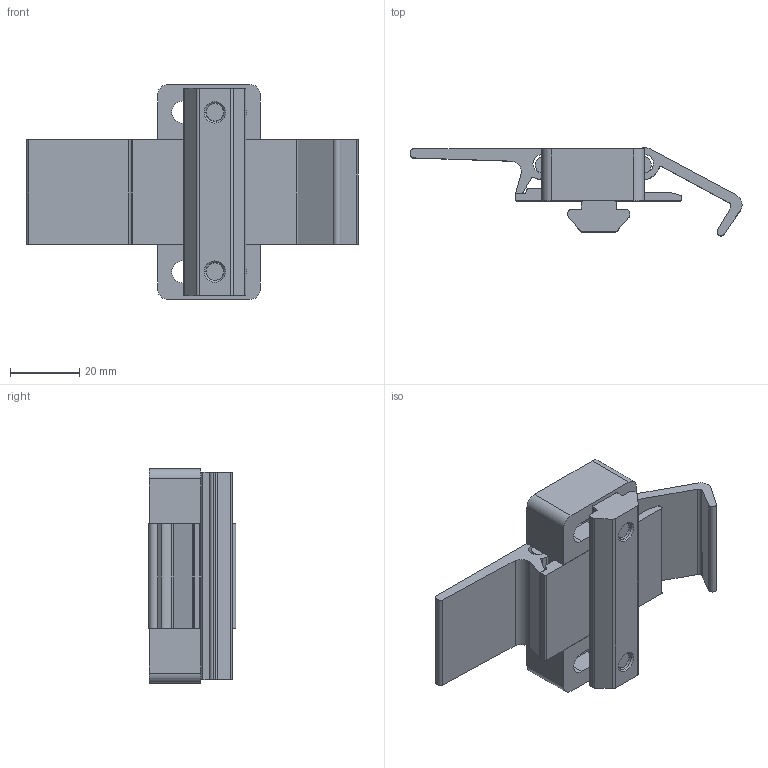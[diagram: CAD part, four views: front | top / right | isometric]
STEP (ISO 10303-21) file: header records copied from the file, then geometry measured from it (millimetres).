
FILE_DESCRIPTION (( 'STEP AP214' ), '1' );
FILE_NAME ('B13 Çàùåëêà ìåõàíè÷åñêàÿ 30õ45.STEP', '2019-10-25T12:49:54', ( 'Ïîëüçîâàòåëü Windows' ), ( '' ), 'SwSTEP 2.0', 'SolidWorks 2019', '' );
FILE_SCHEMA (( 'AUTOMOTIVE_DESIGN' ));
Length unit declared in the file: millimetre
Products named in the file (8): Ðó÷êà B13_2_00; ﾎ魵瑙韃 B13_1_00; B13 Çàùåëêà ìåõàíè÷åñêàÿ 30õ45; 鏢鍒歑 B13_7_00; 鎔艜 M6x22 B13_6_00; Êðåïëåíèå B13_3_00; Êðþê B13_4_00; Ñóõàðü ïàçîâûé B13_5_00
Assembly tree (10 placements, depth 2):
  B13 Çàùåëêà ìåõàíè÷åñêàÿ 30õ45
    ﾎ魵瑙韃 B13_1_00
    Ðó÷êà B13_2_00
    Êðþê B13_4_00
    Êðåïëåíèå B13_3_00  x2
    Ñóõàðü ïàçîâûé B13_5_00
    鎔艜 M6x22 B13_6_00  x2
    鏢鍒歑 B13_7_00  x2
Bounding box: 95.94 x 25.42 x 62.15 mm (x, y, z)
Volume: 33720.8 mm3; surface area: 24516.5 mm2
Topology: 10 solids, 10 shells, 219 faces, 557 edges, 366 vertices
Faces by surface type: plane 106, cylinder 93, cone 16, bspline 4
Entity records: 5575 total; most frequent: CARTESIAN_POINT 1003, DIRECTION 915, ORIENTED_EDGE 858, EDGE_CURVE 429, AXIS2_PLACEMENT_3D 322, VERTEX_POINT 282, LINE 271, VECTOR 271
